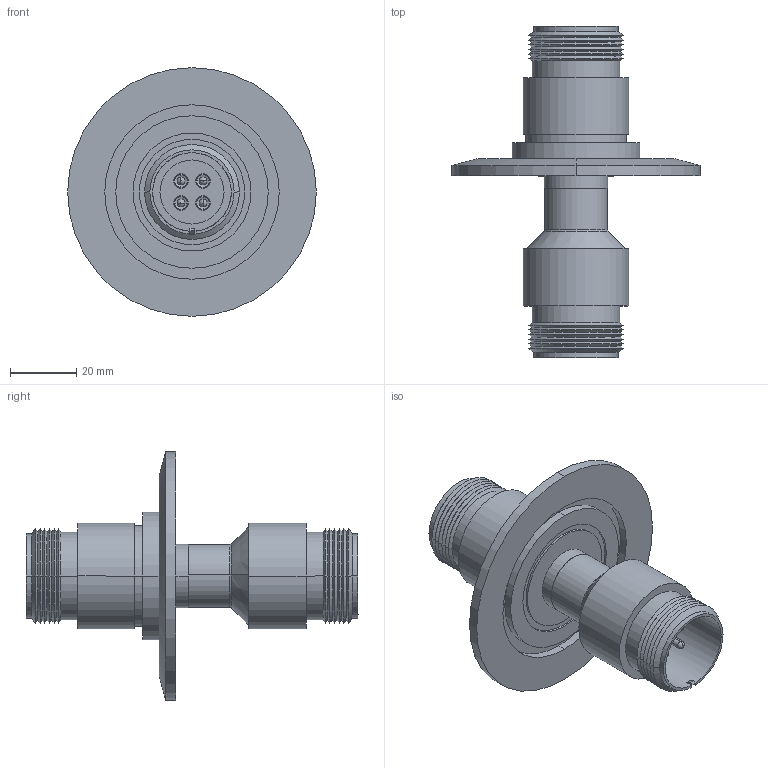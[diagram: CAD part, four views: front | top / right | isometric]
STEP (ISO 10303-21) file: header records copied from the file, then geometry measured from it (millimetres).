
FILE_DESCRIPTION (( 'STEP AP203' ), '1' );
FILE_NAME ('A14857-1-QF.STEP', '2016-08-10T20:25:18', ( '' ), ( '' ), 'SwSTEP 2.0', 'SolidWorks 2016', '' );
FILE_SCHEMA (( 'CONFIG_CONTROL_DESIGN' ));
Length unit declared in the file: inch
Products named in the file (1): A14857-1-QF
Bounding box: 74.93 x 100.07 x 74.93 mm (x, y, z)
Volume: 46331 mm3; surface area: 32289.7 mm2
Topology: 1 solids, 2 shells, 346 faces, 726 edges, 446 vertices
Faces by surface type: cylinder 166, plane 86, cone 74, torus 20
Entity records: 9407 total; most frequent: DIRECTION 1840, CARTESIAN_POINT 1555, ORIENTED_EDGE 1452, AXIS2_PLACEMENT_3D 779, EDGE_CURVE 726, VERTEX_POINT 446, CIRCLE 432, EDGE_LOOP 416
